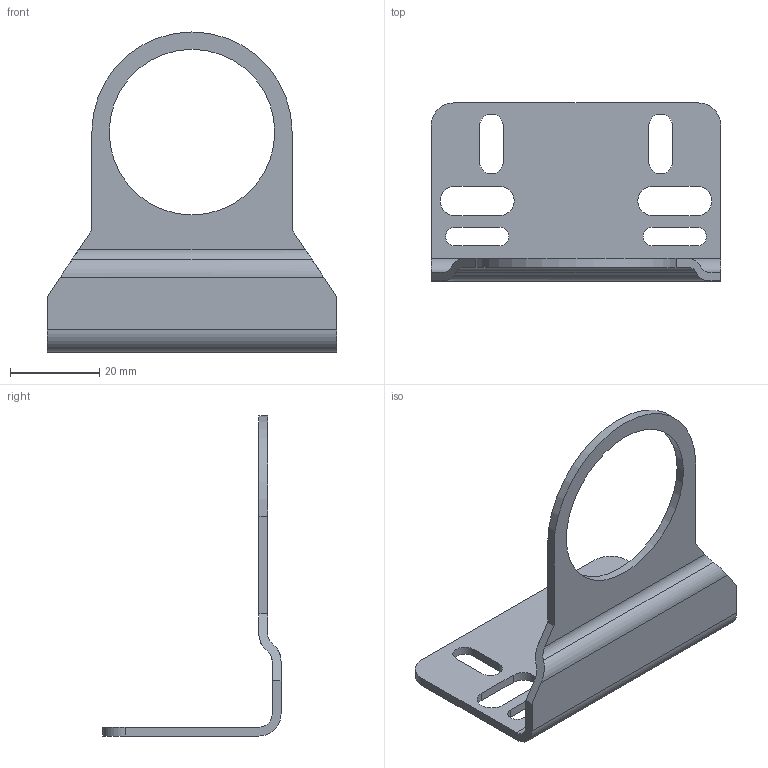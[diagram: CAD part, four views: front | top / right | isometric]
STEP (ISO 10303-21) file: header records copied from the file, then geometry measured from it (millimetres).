
FILE_DESCRIPTION( ( 'STEP AP214' ), ' ' );
FILE_NAME( '99001.1227.stp', '2017-03-08T13:43:02', ( '' ), ( '' ), ' ', 'PARTsolutions', ' ' );
FILE_SCHEMA( ( 'AUTOMOTIVE_DESIGN { 1 0 10303 214 1 1 1 1 }' ) );
Length unit declared in the file: millimetre
Products named in the file (1): _99001.1227
Bounding box: 65 x 40 x 71.9 mm (x, y, z)
Volume: 8567.8 mm3; surface area: 9851.2 mm2
Topology: 1 solids, 1 shells, 47 faces, 135 edges, 90 vertices
Faces by surface type: plane 25, cylinder 22
Full cylindrical faces by diameter (mm): 37.2 x1
Entity records: 1968 total; most frequent: DIRECTION 274, CARTESIAN_POINT 272, ORIENTED_EDGE 268, EDGE_CURVE 134, AXIS2_PLACEMENT_3D 92, VERTEX_POINT 90, LINE 90, VECTOR 90
